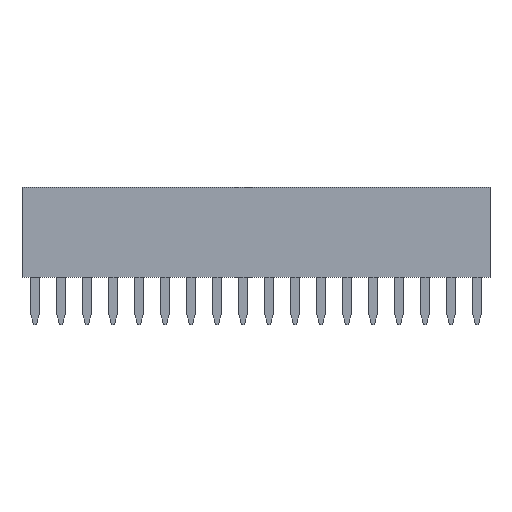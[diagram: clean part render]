
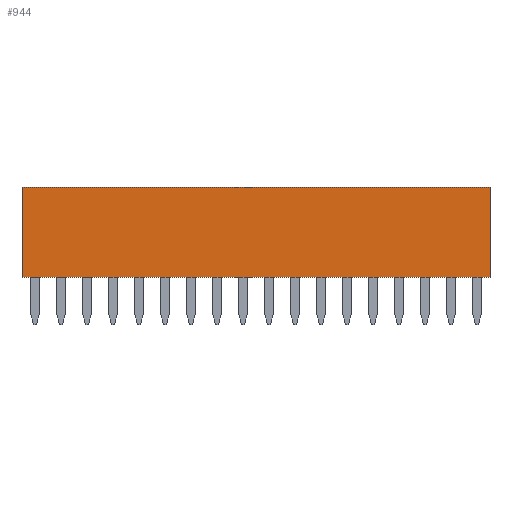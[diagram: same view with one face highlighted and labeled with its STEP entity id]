
A CAD part, front view. The second image highlights one B-rep face of the part: STEP entity #944.
In plain terms, the highlighted planar face has unit normal (0, -1, 0).
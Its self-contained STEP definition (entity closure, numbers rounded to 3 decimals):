
#944=ADVANCED_FACE('',(#10956),#10958,.T.);
#10956=FACE_BOUND('',#10957,.T.);
#10957=EDGE_LOOP('',(#18861,#18862,#18863,#18864));
#10958=PLANE('',#10959);
#10959=AXIS2_PLACEMENT_3D('',#10960,#10961,#10962);
#10960=CARTESIAN_POINT('',(-0.635,-0.9,0.));
#10961=DIRECTION('',(0.,-1.,0.));
#10962=DIRECTION('',(1.,0.,0.));
#18861=ORIENTED_EDGE('',*,*,#24432,.T.);
#18862=ORIENTED_EDGE('',*,*,#24582,.T.);
#18863=ORIENTED_EDGE('',*,*,#24583,.F.);
#18864=ORIENTED_EDGE('',*,*,#24437,.F.);
#24432=EDGE_CURVE('',#27561,#27559,#27562,.T.);
#24437=EDGE_CURVE('',#27561,#27569,#27570,.T.);
#24582=EDGE_CURVE('',#27559,#27788,#27790,.T.);
#24583=EDGE_CURVE('',#27569,#27788,#27791,.T.);
#27559=VERTEX_POINT('',#32739);
#27561=VERTEX_POINT('',#32743);
#27562=LINE('',#32744,#32745);
#27569=VERTEX_POINT('',#32761);
#27570=LINE('',#32762,#32763);
#27788=VERTEX_POINT('',#33268);
#27790=LINE('',#33272,#33273);
#27791=LINE('',#33275,#33276);
#32739=CARTESIAN_POINT('',(22.225,-0.9,0.));
#32743=CARTESIAN_POINT('',(-0.635,-0.9,0.));
#32744=CARTESIAN_POINT('',(-0.635,-0.9,0.));
#32745=VECTOR('',#32746,1.);
#32746=DIRECTION('',(1.,0.,0.));
#32761=CARTESIAN_POINT('',(-0.635,-0.9,4.4));
#32762=CARTESIAN_POINT('',(-0.635,-0.9,0.));
#32763=VECTOR('',#32764,1.);
#32764=DIRECTION('',(0.,0.,1.));
#33268=CARTESIAN_POINT('',(22.225,-0.9,4.4));
#33272=CARTESIAN_POINT('',(22.225,-0.9,0.));
#33273=VECTOR('',#33274,1.);
#33274=DIRECTION('',(0.,0.,1.));
#33275=CARTESIAN_POINT('',(-0.635,-0.9,4.4));
#33276=VECTOR('',#33277,1.);
#33277=DIRECTION('',(1.,0.,0.));
